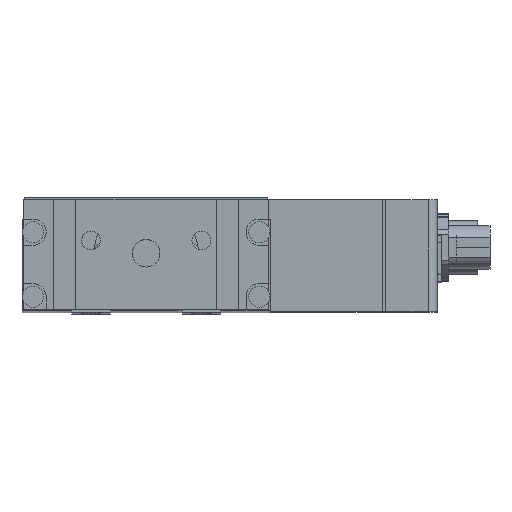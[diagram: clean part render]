
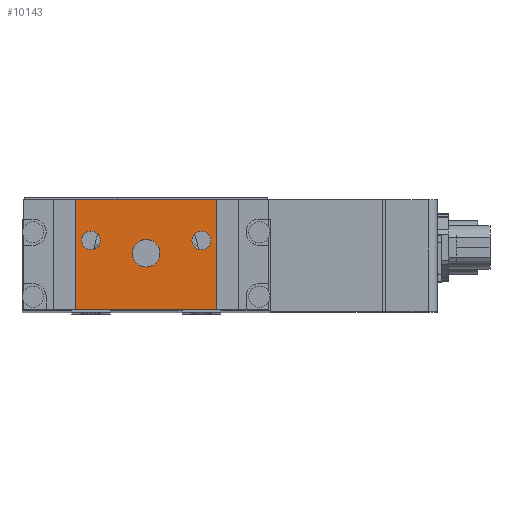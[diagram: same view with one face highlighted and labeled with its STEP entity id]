
A CAD part, top view. The second image highlights one B-rep face of the part: STEP entity #10143.
In plain terms, the highlighted planar face has unit normal (0, 0, 1).
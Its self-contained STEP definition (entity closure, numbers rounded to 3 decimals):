
#255 = CARTESIAN_POINT ( 'NONE',  ( 12.75, 9.83, 214.75 ) ) ;
#745 = ORIENTED_EDGE ( 'NONE', *, *, #23265, .F. ) ;
#769 = DIRECTION ( 'NONE',  ( 0., 0., 1. ) ) ;
#805 = LINE ( 'NONE', #19961, #4184 ) ;
#1025 = DIRECTION ( 'NONE',  ( 1., 0., 0. ) ) ;
#1099 = CARTESIAN_POINT ( 'NONE',  ( -10., 2.33, 214.75 ) ) ;
#1425 = ORIENTED_EDGE ( 'NONE', *, *, #11800, .T. ) ;
#1533 = EDGE_CURVE ( 'NONE', #12293, #2667, #13552, .T. ) ;
#1614 = VERTEX_POINT ( 'NONE', #20518 ) ;
#2339 = FACE_OUTER_BOUND ( 'NONE', #18597, .T. ) ;
#2352 = ORIENTED_EDGE ( 'NONE', *, *, #24085, .F. ) ;
#2455 = FACE_BOUND ( 'NONE', #19497, .T. ) ;
#2565 = FACE_BOUND ( 'NONE', #7362, .T. ) ;
#2667 = VERTEX_POINT ( 'NONE', #6840 ) ;
#2691 = CARTESIAN_POINT ( 'NONE',  ( -22.25, -10.17, 214.75 ) ) ;
#2766 = VERTEX_POINT ( 'NONE', #7468 ) ;
#3745 = CIRCLE ( 'NONE', #10087, 1.7 ) ;
#3896 = EDGE_CURVE ( 'NONE', #16608, #4177, #20684, .T. ) ;
#4061 = PLANE ( 'NONE',  #14001 ) ;
#4141 = DIRECTION ( 'NONE',  ( 0., 0., 1. ) ) ;
#4157 = LINE ( 'NONE', #21068, #5021 ) ;
#4177 = VERTEX_POINT ( 'NONE', #11337 ) ;
#4184 = VECTOR ( 'NONE', #13918, 1000. ) ;
#4453 = AXIS2_PLACEMENT_3D ( 'NONE', #4470, #769, #12036 ) ;
#4470 = CARTESIAN_POINT ( 'NONE',  ( 10., 2.33, 214.75 ) ) ;
#4583 = AXIS2_PLACEMENT_3D ( 'NONE', #1099, #12603, #16076 ) ;
#5021 = VECTOR ( 'NONE', #15541, 1000. ) ;
#5626 = EDGE_CURVE ( 'NONE', #11240, #16070, #3745, .T. ) ;
#5769 = CIRCLE ( 'NONE', #22347, 1.7 ) ;
#5934 = VERTEX_POINT ( 'NONE', #15249 ) ;
#6215 = ORIENTED_EDGE ( 'NONE', *, *, #14555, .F. ) ;
#6376 = CARTESIAN_POINT ( 'NONE',  ( -10., 2.33, 214.75 ) ) ;
#6840 = CARTESIAN_POINT ( 'NONE',  ( 8.3, 2.33, 214.75 ) ) ;
#7362 = EDGE_LOOP ( 'NONE', ( #6215, #12128 ) ) ;
#7468 = CARTESIAN_POINT ( 'NONE',  ( -12.75, -10.17, 214.75 ) ) ;
#7924 = CARTESIAN_POINT ( 'NONE',  ( -8.3, 2.33, 214.75 ) ) ;
#9903 = AXIS2_PLACEMENT_3D ( 'NONE', #20179, #12768, #1025 ) ;
#9961 = CARTESIAN_POINT ( 'NONE',  ( -11.7, 2.33, 214.75 ) ) ;
#10014 = DIRECTION ( 'NONE',  ( 0., 0., 1. ) ) ;
#10087 = AXIS2_PLACEMENT_3D ( 'NONE', #6376, #4141, #10094 ) ;
#10094 = DIRECTION ( 'NONE',  ( 1., 0., 0. ) ) ;
#10115 = DIRECTION ( 'NONE',  ( 1., 0., 0. ) ) ;
#10143 = ADVANCED_FACE ( 'NONE', ( #19387, #2339, #2455, #2565 ), #4061, .T. ) ;
#10284 = EDGE_CURVE ( 'NONE', #2766, #5934, #12577, .T. ) ;
#10898 = ORIENTED_EDGE ( 'NONE', *, *, #1533, .F. ) ;
#11063 = LINE ( 'NONE', #18569, #16294 ) ;
#11237 = ORIENTED_EDGE ( 'NONE', *, *, #5626, .F. ) ;
#11240 = VERTEX_POINT ( 'NONE', #7924 ) ;
#11260 = VECTOR ( 'NONE', #20113, 1000. ) ;
#11337 = CARTESIAN_POINT ( 'NONE',  ( 2.5, 0., 214.75 ) ) ;
#11800 = EDGE_CURVE ( 'NONE', #5934, #20130, #4157, .T. ) ;
#12036 = DIRECTION ( 'NONE',  ( 1., 0., 0. ) ) ;
#12104 = CIRCLE ( 'NONE', #4583, 1.7 ) ;
#12128 = ORIENTED_EDGE ( 'NONE', *, *, #3896, .F. ) ;
#12293 = VERTEX_POINT ( 'NONE', #21514 ) ;
#12577 = LINE ( 'NONE', #2691, #11260 ) ;
#12603 = DIRECTION ( 'NONE',  ( 0., 0., 1. ) ) ;
#12753 = ORIENTED_EDGE ( 'NONE', *, *, #10284, .T. ) ;
#12768 = DIRECTION ( 'NONE',  ( 0., 0., 1. ) ) ;
#13552 = CIRCLE ( 'NONE', #4453, 1.7 ) ;
#13918 = DIRECTION ( 'NONE',  ( 0., 1., 0. ) ) ;
#14001 = AXIS2_PLACEMENT_3D ( 'NONE', #15566, #10014, #20862 ) ;
#14555 = EDGE_CURVE ( 'NONE', #4177, #16608, #20520, .T. ) ;
#15249 = CARTESIAN_POINT ( 'NONE',  ( 12.75, -10.17, 214.75 ) ) ;
#15541 = DIRECTION ( 'NONE',  ( 0., 1., 0. ) ) ;
#15566 = CARTESIAN_POINT ( 'NONE',  ( 0., 0., 214.75 ) ) ;
#16070 = VERTEX_POINT ( 'NONE', #9961 ) ;
#16076 = DIRECTION ( 'NONE',  ( 1., 0., 0. ) ) ;
#16294 = VECTOR ( 'NONE', #24150, 1000. ) ;
#16513 = ORIENTED_EDGE ( 'NONE', *, *, #18386, .T. ) ;
#16608 = VERTEX_POINT ( 'NONE', #21137 ) ;
#17167 = AXIS2_PLACEMENT_3D ( 'NONE', #20961, #22939, #10115 ) ;
#17994 = ORIENTED_EDGE ( 'NONE', *, *, #23559, .F. ) ;
#18386 = EDGE_CURVE ( 'NONE', #20130, #1614, #11063, .T. ) ;
#18569 = CARTESIAN_POINT ( 'NONE',  ( -22.25, 9.83, 214.75 ) ) ;
#18597 = EDGE_LOOP ( 'NONE', ( #1425, #16513, #2352, #12753 ) ) ;
#19126 = CARTESIAN_POINT ( 'NONE',  ( 10., 2.33, 214.75 ) ) ;
#19382 = DIRECTION ( 'NONE',  ( 0., 0., 1. ) ) ;
#19387 = FACE_BOUND ( 'NONE', #21647, .T. ) ;
#19497 = EDGE_LOOP ( 'NONE', ( #745, #11237 ) ) ;
#19961 = CARTESIAN_POINT ( 'NONE',  ( -12.75, 9.83, 214.75 ) ) ;
#20113 = DIRECTION ( 'NONE',  ( 1., 0., 0. ) ) ;
#20130 = VERTEX_POINT ( 'NONE', #255 ) ;
#20179 = CARTESIAN_POINT ( 'NONE',  ( 0., 0., 214.75 ) ) ;
#20518 = CARTESIAN_POINT ( 'NONE',  ( -12.75, 9.83, 214.75 ) ) ;
#20520 = CIRCLE ( 'NONE', #9903, 2.5 ) ;
#20684 = CIRCLE ( 'NONE', #17167, 2.5 ) ;
#20862 = DIRECTION ( 'NONE',  ( 1., 0., 0. ) ) ;
#20961 = CARTESIAN_POINT ( 'NONE',  ( 0., 0., 214.75 ) ) ;
#21068 = CARTESIAN_POINT ( 'NONE',  ( 12.75, 9.83, 214.75 ) ) ;
#21089 = DIRECTION ( 'NONE',  ( 1., 0., 0. ) ) ;
#21137 = CARTESIAN_POINT ( 'NONE',  ( -2.5, 0., 214.75 ) ) ;
#21514 = CARTESIAN_POINT ( 'NONE',  ( 11.7, 2.33, 214.75 ) ) ;
#21647 = EDGE_LOOP ( 'NONE', ( #17994, #10898 ) ) ;
#22347 = AXIS2_PLACEMENT_3D ( 'NONE', #19126, #19382, #21089 ) ;
#22939 = DIRECTION ( 'NONE',  ( 0., 0., 1. ) ) ;
#23265 = EDGE_CURVE ( 'NONE', #16070, #11240, #12104, .T. ) ;
#23559 = EDGE_CURVE ( 'NONE', #2667, #12293, #5769, .T. ) ;
#24085 = EDGE_CURVE ( 'NONE', #2766, #1614, #805, .T. ) ;
#24150 = DIRECTION ( 'NONE',  ( -1., 0., 0. ) ) ;
